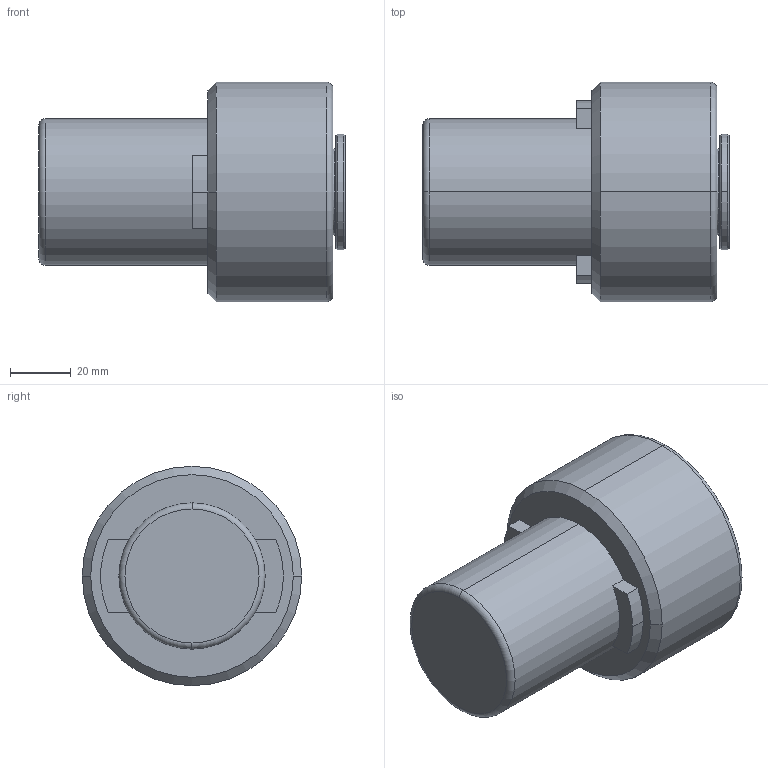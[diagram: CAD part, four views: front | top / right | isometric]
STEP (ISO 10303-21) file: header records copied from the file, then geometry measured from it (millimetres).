
FILE_DESCRIPTION (( 'STEP AP203' ), '1' );
FILE_NAME ('KWES3B DIA 18.00 SQ 14.50 5-8'''' G(BSP).STEP', '2019-04-20T05:14:27', ( '' ), ( '' ), 'SwSTEP 2.0', 'SolidWorks 2014', '' );
FILE_SCHEMA (( 'CONFIG_CONTROL_DESIGN' ));
Length unit declared in the file: millimetre
Products named in the file (1): KWES3B DIA 18.00 SQ 14.50 5-8'''' G(BSP)
Bounding box: 100.5 x 72 x 72 mm (x, y, z)
Volume: 261536.3 mm3; surface area: 28829.2 mm2
Topology: 1 solids, 1 shells, 39 faces, 87 edges, 54 vertices
Faces by surface type: cylinder 13, plane 12, cone 8, torus 4, bspline 2
Entity records: 1392 total; most frequent: CARTESIAN_POINT 413, DIRECTION 211, ORIENTED_EDGE 174, AXIS2_PLACEMENT_3D 88, EDGE_CURVE 87, VERTEX_POINT 54, CIRCLE 50, EDGE_LOOP 43
